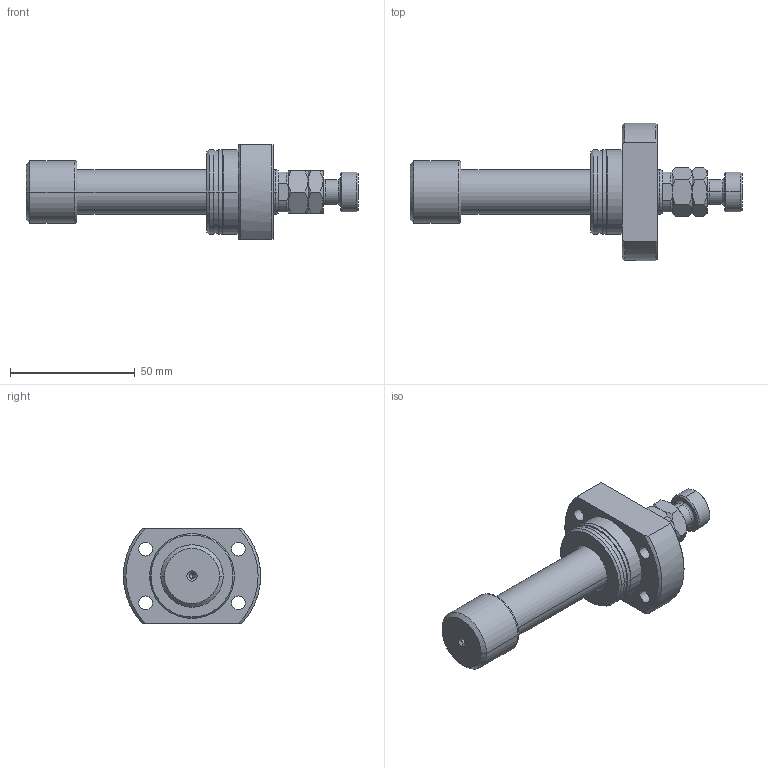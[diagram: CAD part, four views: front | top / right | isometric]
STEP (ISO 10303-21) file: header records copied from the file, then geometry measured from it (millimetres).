
FILE_DESCRIPTION (( 'STEP AP203' ), '1' );
FILE_NAME ('7efe.STEP', '2025-06-23T06:36:40', ( '' ), ( '' ), 'SwSTEP 2.0', 'SolidWorks 2019', '' );
FILE_SCHEMA (( 'CONFIG_CONTROL_DESIGN' ));
Length unit declared in the file: millimetre
Products named in the file (4): MFA b4c941830c2df5caad977b440de2a439; 7efe; V400CL_VC_X b4c941830c2df5caad977b440de2a439; V400CL_PC_Y b4c941830c2df5caad977b440de2a439
Assembly tree (3 placements, depth 2):
  7efe
    V400CL_VC_X b4c941830c2df5caad977b440de2a439
    V400CL_PC_Y b4c941830c2df5caad977b440de2a439
    MFA b4c941830c2df5caad977b440de2a439
Bounding box: 133 x 55 x 38 mm (x, y, z)
Volume: 64765.4 mm3; surface area: 19204.9 mm2
Topology: 3 solids, 3 shells, 155 faces, 338 edges, 201 vertices
Faces by surface type: cone 56, cylinder 51, plane 42, torus 6
Entity records: 4859 total; most frequent: CARTESIAN_POINT 1056, DIRECTION 757, ORIENTED_EDGE 668, EDGE_CURVE 334, AXIS2_PLACEMENT_3D 326, VERTEX_POINT 201, EDGE_LOOP 181, CIRCLE 165
